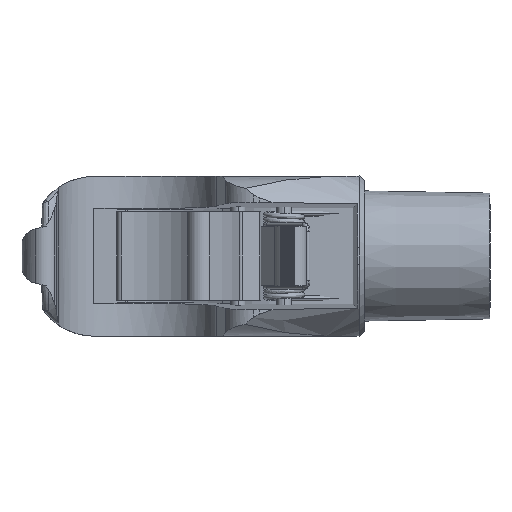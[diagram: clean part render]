
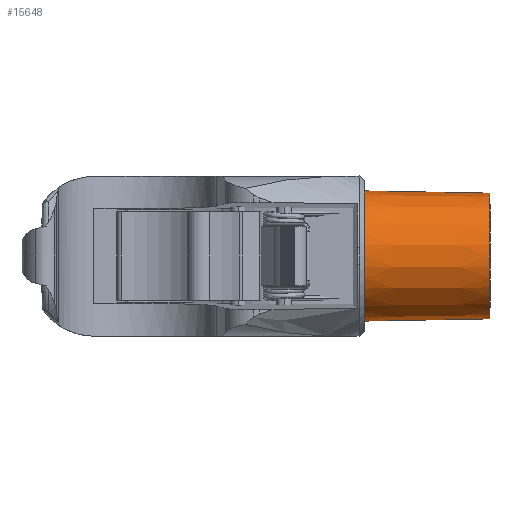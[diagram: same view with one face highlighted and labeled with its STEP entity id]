
A CAD part, front view. The second image highlights one B-rep face of the part: STEP entity #15648.
In plain terms, the highlighted conical face has half-angle 1 degrees and reference radius 20.7 mm.
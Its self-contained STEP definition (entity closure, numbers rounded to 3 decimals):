
#346 = ORIENTED_EDGE ( 'NONE', *, *, #17813, .F. ) ;
#1433 = CARTESIAN_POINT ( 'NONE',  ( 963.333, 455.737, -20.002 ) ) ;
#2039 = CARTESIAN_POINT ( 'NONE',  ( 923.333, 455.737, 20.7 ) ) ;
#2949 = ORIENTED_EDGE ( 'NONE', *, *, #10700, .T. ) ;
#3210 = AXIS2_PLACEMENT_3D ( 'NONE', #13219, #13103, #11865 ) ;
#3956 = CARTESIAN_POINT ( 'NONE',  ( 923.333, 455.737, -20.7 ) ) ;
#5017 = VERTEX_POINT ( 'NONE', #2039 ) ;
#5144 = AXIS2_PLACEMENT_3D ( 'NONE', #12089, #7934, #10773 ) ;
#5861 = CARTESIAN_POINT ( 'NONE',  ( 923.333, 455.737, -20.7 ) ) ;
#6322 = VERTEX_POINT ( 'NONE', #5861 ) ;
#6968 = VERTEX_POINT ( 'NONE', #12894 ) ;
#7624 = CIRCLE ( 'NONE', #16008, 20.002 ) ;
#7934 = DIRECTION ( 'NONE',  ( -1., 0., 0. ) ) ;
#8301 = DIRECTION ( 'NONE',  ( -1., 0., -0.017 ) ) ;
#8802 = CIRCLE ( 'NONE', #3210, 20.7 ) ;
#9163 = CONICAL_SURFACE ( 'NONE', #5144, 20.7, 0.017 ) ;
#10259 = DIRECTION ( 'NONE',  ( 0., 0., -1. ) ) ;
#10700 = EDGE_CURVE ( 'NONE', #6968, #5017, #16611, .T. ) ;
#10773 = DIRECTION ( 'NONE',  ( 0., 0., 1. ) ) ;
#11752 = DIRECTION ( 'NONE',  ( -1., 0., 0.017 ) ) ;
#11778 = FACE_OUTER_BOUND ( 'NONE', #14578, .T. ) ;
#11865 = DIRECTION ( 'NONE',  ( 0., 0., -1. ) ) ;
#12089 = CARTESIAN_POINT ( 'NONE',  ( 923.333, 455.737, 0. ) ) ;
#12163 = EDGE_CURVE ( 'NONE', #13402, #6322, #17862, .T. ) ;
#12496 = VECTOR ( 'NONE', #11752, 1000. ) ;
#12719 = ORIENTED_EDGE ( 'NONE', *, *, #13806, .T. ) ;
#12894 = CARTESIAN_POINT ( 'NONE',  ( 963.333, 455.737, 20.002 ) ) ;
#13103 = DIRECTION ( 'NONE',  ( 1., 0., 0. ) ) ;
#13169 = CARTESIAN_POINT ( 'NONE',  ( 923.333, 455.737, 20.7 ) ) ;
#13219 = CARTESIAN_POINT ( 'NONE',  ( 923.333, 455.737, 0. ) ) ;
#13402 = VERTEX_POINT ( 'NONE', #1433 ) ;
#13806 = EDGE_CURVE ( 'NONE', #5017, #6322, #8802, .T. ) ;
#14578 = EDGE_LOOP ( 'NONE', ( #15851, #346, #2949, #12719 ) ) ;
#14604 = CARTESIAN_POINT ( 'NONE',  ( 963.333, 455.737, 0. ) ) ;
#15648 = ADVANCED_FACE ( 'NONE', ( #11778 ), #9163, .T. ) ;
#15699 = VECTOR ( 'NONE', #8301, 1000. ) ;
#15851 = ORIENTED_EDGE ( 'NONE', *, *, #12163, .F. ) ;
#16008 = AXIS2_PLACEMENT_3D ( 'NONE', #14604, #17297, #10259 ) ;
#16611 = LINE ( 'NONE', #13169, #12496 ) ;
#17297 = DIRECTION ( 'NONE',  ( 1., 0., 0. ) ) ;
#17813 = EDGE_CURVE ( 'NONE', #6968, #13402, #7624, .T. ) ;
#17862 = LINE ( 'NONE', #3956, #15699 ) ;
